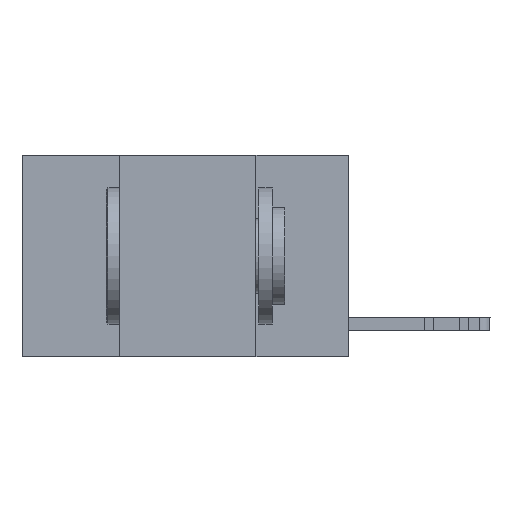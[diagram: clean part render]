
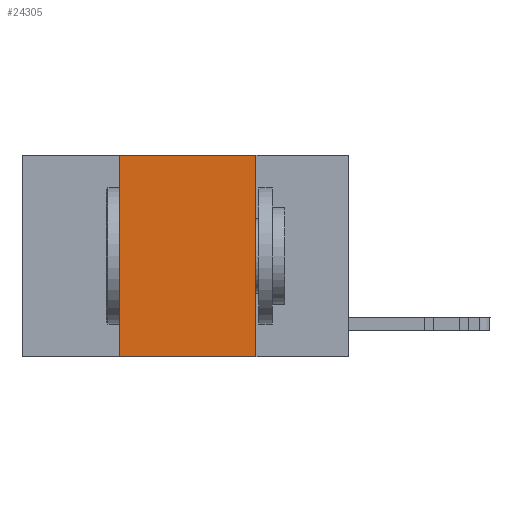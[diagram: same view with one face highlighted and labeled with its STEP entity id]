
A CAD part, left-side view. The second image highlights one B-rep face of the part: STEP entity #24305.
In plain terms, the highlighted planar face has unit normal (-1, 0, 0).
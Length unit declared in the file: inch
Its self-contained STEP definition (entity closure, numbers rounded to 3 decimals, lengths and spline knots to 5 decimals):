
#154 = EDGE_CURVE ( 'NONE', #28888, #6361, #6698, .T. ) ;
#214 = DIRECTION ( 'NONE',  ( 0., -1., 0. ) ) ;
#851 = CARTESIAN_POINT ( 'NONE',  ( 0., 0.42, 0. ) ) ;
#1580 = PLANE ( 'NONE',  #27958 ) ;
#2552 = CARTESIAN_POINT ( 'NONE',  ( 0., 0.6, 0. ) ) ;
#3025 = DIRECTION ( 'NONE',  ( 0., -1., 0. ) ) ;
#4266 = DIRECTION ( 'NONE',  ( 0., 0., -1. ) ) ;
#6352 = CARTESIAN_POINT ( 'NONE',  ( 0., 0.17, 0. ) ) ;
#6361 = VERTEX_POINT ( 'NONE', #6352 ) ;
#6537 = DIRECTION ( 'NONE',  ( 0., 0., -1. ) ) ;
#6698 = LINE ( 'NONE', #2552, #10942 ) ;
#10942 = VECTOR ( 'NONE', #214, 39.37008 ) ;
#11079 = ORIENTED_EDGE ( 'NONE', *, *, #15698, .F. ) ;
#11990 = LINE ( 'NONE', #18633, #29690 ) ;
#14626 = ORIENTED_EDGE ( 'NONE', *, *, #21354, .F. ) ;
#15067 = DIRECTION ( 'NONE',  ( 0., 0., 1. ) ) ;
#15464 = CARTESIAN_POINT ( 'NONE',  ( 0., 0.42, -0.37 ) ) ;
#15698 = EDGE_CURVE ( 'NONE', #28884, #28888, #25860, .T. ) ;
#15916 = VECTOR ( 'NONE', #3025, 39.37008 ) ;
#17474 = CARTESIAN_POINT ( 'NONE',  ( 0., 0.6, -0.37 ) ) ;
#18170 = ORIENTED_EDGE ( 'NONE', *, *, #154, .F. ) ;
#18461 = CARTESIAN_POINT ( 'NONE',  ( 0., 0.6, 0. ) ) ;
#18633 = CARTESIAN_POINT ( 'NONE',  ( 0., 0.17, 0. ) ) ;
#18959 = VERTEX_POINT ( 'NONE', #24576 ) ;
#19562 = EDGE_CURVE ( 'NONE', #28884, #18959, #21373, .T. ) ;
#19790 = VECTOR ( 'NONE', #15067, 39.37008 ) ;
#20821 = DIRECTION ( 'NONE',  ( 1., 0., 0. ) ) ;
#21354 = EDGE_CURVE ( 'NONE', #6361, #18959, #11990, .T. ) ;
#21373 = LINE ( 'NONE', #17474, #15916 ) ;
#24305 = ADVANCED_FACE ( 'NONE', ( #24592 ), #1580, .F. ) ;
#24576 = CARTESIAN_POINT ( 'NONE',  ( 0., 0.17, -0.37 ) ) ;
#24592 = FACE_OUTER_BOUND ( 'NONE', #26055, .T. ) ;
#25672 = ORIENTED_EDGE ( 'NONE', *, *, #19562, .T. ) ;
#25860 = LINE ( 'NONE', #26575, #19790 ) ;
#26055 = EDGE_LOOP ( 'NONE', ( #14626, #18170, #11079, #25672 ) ) ;
#26575 = CARTESIAN_POINT ( 'NONE',  ( 0., 0.42, 0. ) ) ;
#27958 = AXIS2_PLACEMENT_3D ( 'NONE', #18461, #20821, #6537 ) ;
#28884 = VERTEX_POINT ( 'NONE', #15464 ) ;
#28888 = VERTEX_POINT ( 'NONE', #851 ) ;
#29690 = VECTOR ( 'NONE', #4266, 39.37008 ) ;
